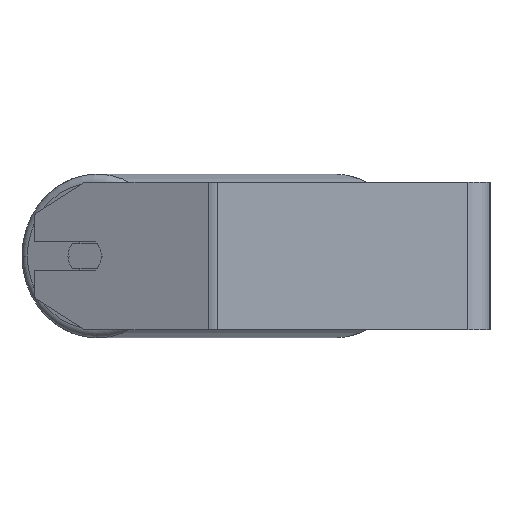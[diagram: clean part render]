
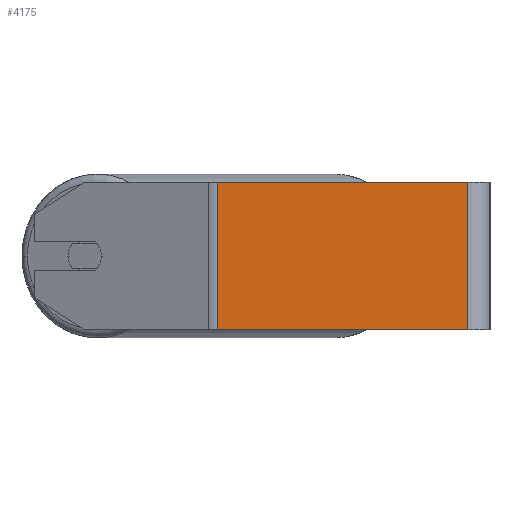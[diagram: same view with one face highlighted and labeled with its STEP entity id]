
A CAD part, left-side view. The second image highlights one B-rep face of the part: STEP entity #4175.
In plain terms, the highlighted planar face has unit normal (-1, 0, 0).
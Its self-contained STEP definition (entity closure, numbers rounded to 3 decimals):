
#9 = VECTOR ( 'NONE', #3768, 1000. ) ;
#470 = EDGE_CURVE ( 'NONE', #6079, #1169, #3803, .T. ) ;
#553 = DIRECTION ( 'NONE',  ( 0., 0., -1. ) ) ;
#644 = EDGE_LOOP ( 'NONE', ( #6667, #4108, #1774, #5855 ) ) ;
#690 = CARTESIAN_POINT ( 'NONE',  ( -350., 147.751, 40. ) ) ;
#1014 = EDGE_CURVE ( 'NONE', #6079, #2550, #3424, .T. ) ;
#1169 = VERTEX_POINT ( 'NONE', #6369 ) ;
#1280 = DIRECTION ( 'NONE',  ( 0., 0., -1. ) ) ;
#1473 = VECTOR ( 'NONE', #553, 1000. ) ;
#1497 = EDGE_CURVE ( 'NONE', #2550, #2644, #7276, .T. ) ;
#1551 = CARTESIAN_POINT ( 'NONE',  ( -350., 147.751, -40. ) ) ;
#1602 = CARTESIAN_POINT ( 'NONE',  ( -350., 150.411, 40. ) ) ;
#1774 = ORIENTED_EDGE ( 'NONE', *, *, #470, .F. ) ;
#2550 = VERTEX_POINT ( 'NONE', #1551 ) ;
#2577 = PLANE ( 'NONE',  #6295 ) ;
#2644 = VERTEX_POINT ( 'NONE', #7277 ) ;
#2720 = DIRECTION ( 'NONE',  ( 0., -1., 0. ) ) ;
#3239 = EDGE_CURVE ( 'NONE', #1169, #2644, #3987, .T. ) ;
#3417 = CARTESIAN_POINT ( 'NONE',  ( -350., 150.411, -40. ) ) ;
#3424 = LINE ( 'NONE', #5675, #7192 ) ;
#3768 = DIRECTION ( 'NONE',  ( 0., -1., 0. ) ) ;
#3803 = LINE ( 'NONE', #1602, #9 ) ;
#3878 = CARTESIAN_POINT ( 'NONE',  ( -350., 12., 40. ) ) ;
#3899 = DIRECTION ( 'NONE',  ( 0., 0., -1. ) ) ;
#3987 = LINE ( 'NONE', #3878, #1473 ) ;
#4071 = DIRECTION ( 'NONE',  ( 1., 0., 0. ) ) ;
#4108 = ORIENTED_EDGE ( 'NONE', *, *, #3239, .F. ) ;
#4175 = ADVANCED_FACE ( 'NONE', ( #4666 ), #2577, .F. ) ;
#4666 = FACE_OUTER_BOUND ( 'NONE', #644, .T. ) ;
#5675 = CARTESIAN_POINT ( 'NONE',  ( -350., 147.751, 40. ) ) ;
#5805 = VECTOR ( 'NONE', #2720, 1000. ) ;
#5855 = ORIENTED_EDGE ( 'NONE', *, *, #1014, .T. ) ;
#6079 = VERTEX_POINT ( 'NONE', #690 ) ;
#6295 = AXIS2_PLACEMENT_3D ( 'NONE', #7061, #4071, #1280 ) ;
#6369 = CARTESIAN_POINT ( 'NONE',  ( -350., 12., 40. ) ) ;
#6667 = ORIENTED_EDGE ( 'NONE', *, *, #1497, .T. ) ;
#7061 = CARTESIAN_POINT ( 'NONE',  ( -350., 150.411, 40. ) ) ;
#7192 = VECTOR ( 'NONE', #3899, 1000. ) ;
#7276 = LINE ( 'NONE', #3417, #5805 ) ;
#7277 = CARTESIAN_POINT ( 'NONE',  ( -350., 12., -40. ) ) ;
